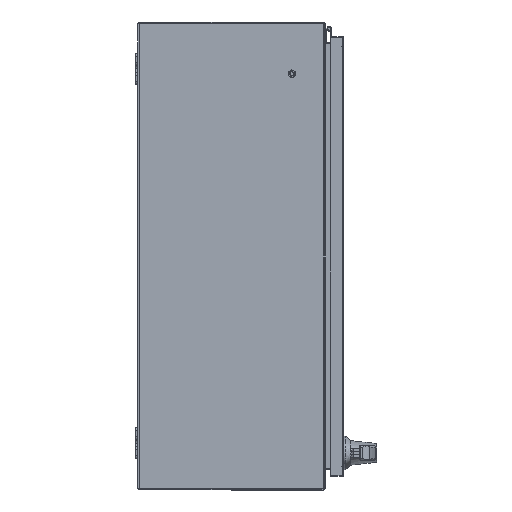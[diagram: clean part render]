
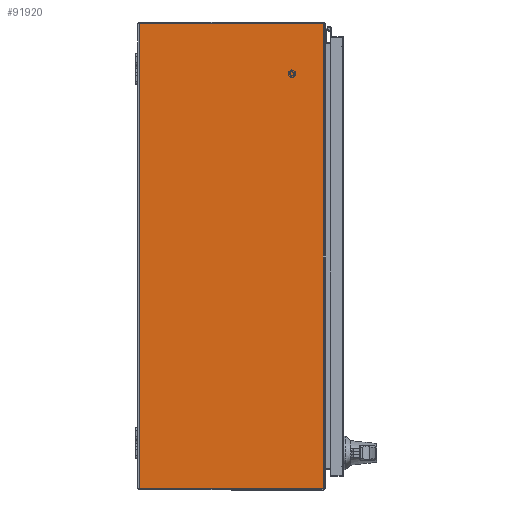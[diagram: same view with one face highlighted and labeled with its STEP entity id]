
A CAD part, front view. The second image highlights one B-rep face of the part: STEP entity #91920.
In plain terms, the highlighted face is planar.
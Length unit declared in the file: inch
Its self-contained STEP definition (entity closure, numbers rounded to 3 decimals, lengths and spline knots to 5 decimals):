
#832 = VERTEX_POINT ( 'NONE', #13017 ) ;
#5146 = CARTESIAN_POINT ( 'NONE',  ( -14.678, -11.77404, -18. ) ) ;
#5457 = PLANE ( 'NONE',  #17637 ) ;
#6553 = EDGE_CURVE ( 'NONE', #82951, #832, #96887, .T. ) ;
#7394 = DIRECTION ( 'NONE',  ( -1., 0., 0. ) ) ;
#8314 = CARTESIAN_POINT ( 'NONE',  ( 14.928, -11.892, -18. ) ) ;
#10445 = AXIS2_PLACEMENT_3D ( 'NONE', #5146, #77373, #94581 ) ;
#10894 = ORIENTED_EDGE ( 'NONE', *, *, #83570, .T. ) ;
#10938 = ORIENTED_EDGE ( 'NONE', *, *, #70868, .T. ) ;
#12341 = VERTEX_POINT ( 'NONE', #56191 ) ;
#13017 = CARTESIAN_POINT ( 'NONE',  ( -14.89842, -11.892, -18. ) ) ;
#17637 = AXIS2_PLACEMENT_3D ( 'NONE', #112827, #50369, #94874 ) ;
#19996 = CARTESIAN_POINT ( 'NONE',  ( -14.928, -11.77404, -18. ) ) ;
#20621 = EDGE_CURVE ( 'NONE', #82964, #82951, #92162, .T. ) ;
#23773 = CIRCLE ( 'NONE', #10445, 0.25 ) ;
#25645 = LINE ( 'NONE', #33622, #94104 ) ;
#26330 = DIRECTION ( 'NONE',  ( 0., -1., 0. ) ) ;
#30327 = CARTESIAN_POINT ( 'NONE',  ( 14.928, -0.072, -18. ) ) ;
#31063 = VERTEX_POINT ( 'NONE', #19996 ) ;
#33622 = CARTESIAN_POINT ( 'NONE',  ( 14.928, -0.072, -18. ) ) ;
#34220 = LINE ( 'NONE', #70779, #53678 ) ;
#49551 = ORIENTED_EDGE ( 'NONE', *, *, #114719, .T. ) ;
#49818 = VECTOR ( 'NONE', #26330, 39.37008 ) ;
#50233 = EDGE_LOOP ( 'NONE', ( #100335, #60442, #10938, #49551, #98070, #10894 ) ) ;
#50369 = DIRECTION ( 'NONE',  ( 0., 0., -1. ) ) ;
#53215 = FACE_OUTER_BOUND ( 'NONE', #50233, .T. ) ;
#53678 = VECTOR ( 'NONE', #80871, 39.37008 ) ;
#56191 = CARTESIAN_POINT ( 'NONE',  ( -14.928, -0.072, -18. ) ) ;
#60442 = ORIENTED_EDGE ( 'NONE', *, *, #6553, .T. ) ;
#64566 = CARTESIAN_POINT ( 'NONE',  ( 14.928, -11.77404, -18. ) ) ;
#65320 = CARTESIAN_POINT ( 'NONE',  ( 14.89842, -11.892, -18. ) ) ;
#70239 = CARTESIAN_POINT ( 'NONE',  ( 14.678, -11.77404, -18. ) ) ;
#70756 = LINE ( 'NONE', #106010, #49818 ) ;
#70779 = CARTESIAN_POINT ( 'NONE',  ( -14.928, -0.072, -18. ) ) ;
#70868 = EDGE_CURVE ( 'NONE', #832, #31063, #23773, .T. ) ;
#71174 = DIRECTION ( 'NONE',  ( -1., 0., 0. ) ) ;
#77373 = DIRECTION ( 'NONE',  ( 0., 0., -1. ) ) ;
#80871 = DIRECTION ( 'NONE',  ( 0., 1., 0. ) ) ;
#82951 = VERTEX_POINT ( 'NONE', #65320 ) ;
#82964 = VERTEX_POINT ( 'NONE', #64566 ) ;
#83570 = EDGE_CURVE ( 'NONE', #101054, #82964, #70756, .T. ) ;
#85692 = VECTOR ( 'NONE', #71174, 39.37008 ) ;
#86186 = AXIS2_PLACEMENT_3D ( 'NONE', #70239, #104662, #7394 ) ;
#91920 = ADVANCED_FACE ( 'NONE', ( #53215 ), #5457, .T. ) ;
#92162 = CIRCLE ( 'NONE', #86186, 0.25 ) ;
#94104 = VECTOR ( 'NONE', #105116, 39.37008 ) ;
#94581 = DIRECTION ( 'NONE',  ( -1., 0., 0. ) ) ;
#94874 = DIRECTION ( 'NONE',  ( 0., -1., 0. ) ) ;
#94918 = EDGE_CURVE ( 'NONE', #12341, #101054, #25645, .T. ) ;
#96887 = LINE ( 'NONE', #8314, #85692 ) ;
#98070 = ORIENTED_EDGE ( 'NONE', *, *, #94918, .T. ) ;
#100335 = ORIENTED_EDGE ( 'NONE', *, *, #20621, .T. ) ;
#101054 = VERTEX_POINT ( 'NONE', #30327 ) ;
#104662 = DIRECTION ( 'NONE',  ( 0., 0., -1. ) ) ;
#105116 = DIRECTION ( 'NONE',  ( 1., 0., 0. ) ) ;
#106010 = CARTESIAN_POINT ( 'NONE',  ( 14.928, -0.072, -18. ) ) ;
#112827 = CARTESIAN_POINT ( 'NONE',  ( 14.928, -0.072, -18. ) ) ;
#114719 = EDGE_CURVE ( 'NONE', #31063, #12341, #34220, .T. ) ;
